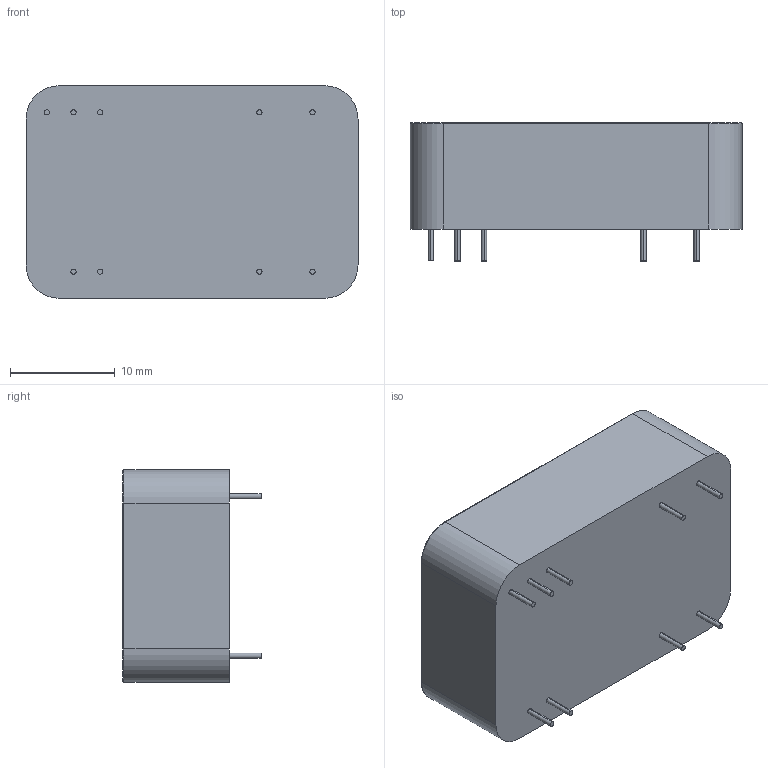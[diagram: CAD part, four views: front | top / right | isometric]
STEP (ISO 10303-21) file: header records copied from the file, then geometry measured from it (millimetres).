
FILE_DESCRIPTION (( 'STEP AP214' ), '1' );
FILE_NAME ('JTF1524S05.STEP', '2018-08-10T03:53:06', ( '' ), ( '' ), 'SwSTEP 2.0', 'SolidWorks 2017', '' );
FILE_SCHEMA (( 'AUTOMOTIVE_DESIGN' ));
Length unit declared in the file: millimetre
Products named in the file (1): JTF1524S05
Bounding box: 31.75 x 13.21 x 20.32 mm (x, y, z)
Volume: 6471.8 mm3; surface area: 2314.4 mm2
Topology: 1 solids, 1 shells, 45 faces, 94 edges, 60 vertices
Faces by surface type: cylinder 26, plane 15, torus 4
Entity records: 1254 total; most frequent: DIRECTION 242, CARTESIAN_POINT 200, ORIENTED_EDGE 188, AXIS2_PLACEMENT_3D 102, EDGE_CURVE 94, VERTEX_POINT 60, CIRCLE 56, EDGE_LOOP 54
